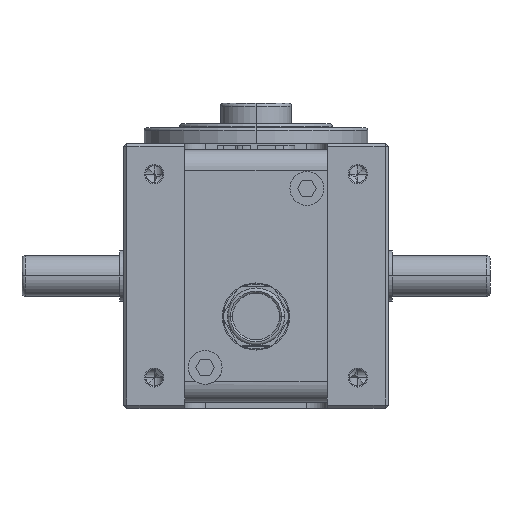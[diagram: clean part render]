
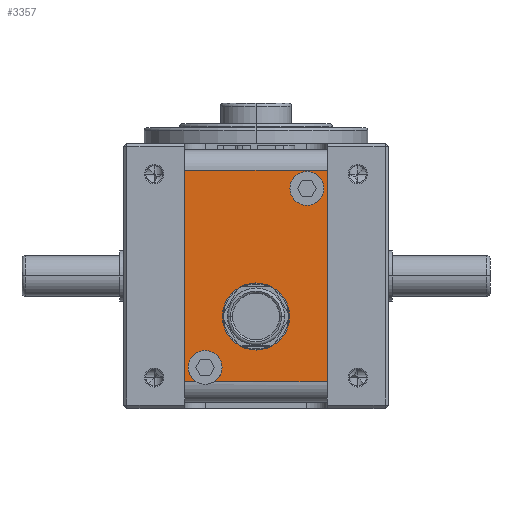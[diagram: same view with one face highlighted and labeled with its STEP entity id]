
A CAD part, top view. The second image highlights one B-rep face of the part: STEP entity #3357.
In plain terms, the highlighted planar face has unit normal (0, 0, 1).
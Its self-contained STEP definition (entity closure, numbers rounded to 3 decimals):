
#247 = DIRECTION ( 'NONE',  ( 1., 0., 0. ) ) ;
#267 = LINE ( 'NONE', #3503, #2671 ) ;
#292 = ORIENTED_EDGE ( 'NONE', *, *, #16116, .T. ) ;
#781 = AXIS2_PLACEMENT_3D ( 'NONE', #11867, #7434, #19550 ) ;
#842 = CARTESIAN_POINT ( 'NONE',  ( -100., 130., -3. ) ) ;
#890 = VECTOR ( 'NONE', #10222, 1000. ) ;
#1032 = CARTESIAN_POINT ( 'NONE',  ( -30., 13., -3. ) ) ;
#1322 = CARTESIAN_POINT ( 'NONE',  ( -40., 108., -3. ) ) ;
#1785 = DIRECTION ( 'NONE',  ( 0., 0., -1. ) ) ;
#1802 = EDGE_CURVE ( 'NONE', #5226, #19524, #1951, .T. ) ;
#1859 = CARTESIAN_POINT ( 'NONE',  ( -40., 108., -3. ) ) ;
#1911 = LINE ( 'NONE', #842, #11751 ) ;
#1951 = CIRCLE ( 'NONE', #15869, 8.331 ) ;
#2021 = EDGE_LOOP ( 'NONE', ( #8536, #11380, #292, #10128, #12416, #12946, #16010, #4842 ) ) ;
#2432 = VERTEX_POINT ( 'NONE', #9270 ) ;
#2572 = EDGE_CURVE ( 'NONE', #9471, #18185, #10583, .T. ) ;
#2671 = VECTOR ( 'NONE', #3380, 1000. ) ;
#2704 = CARTESIAN_POINT ( 'NONE',  ( -85.483, 13., -3. ) ) ;
#3080 = CARTESIAN_POINT ( 'NONE',  ( -90., 20., -3. ) ) ;
#3357 = ADVANCED_FACE ( 'NONE', ( #13971, #18819, #18563 ), #10765, .T. ) ;
#3380 = DIRECTION ( 'NONE',  ( 1., 0., 0. ) ) ;
#3413 = DIRECTION ( 'NONE',  ( 0., 0., -1. ) ) ;
#3503 = CARTESIAN_POINT ( 'NONE',  ( -30., 13., -3. ) ) ;
#3601 = DIRECTION ( 'NONE',  ( 0., 0., -1. ) ) ;
#3611 = CIRCLE ( 'NONE', #10837, 8.331 ) ;
#4022 = AXIS2_PLACEMENT_3D ( 'NONE', #13894, #18661, #247 ) ;
#4030 = CARTESIAN_POINT ( 'NONE',  ( -81.669, 20., -3. ) ) ;
#4184 = DIRECTION ( 'NONE',  ( 0., 1., 0. ) ) ;
#4253 = EDGE_CURVE ( 'NONE', #13010, #15222, #4813, .T. ) ;
#4468 = CARTESIAN_POINT ( 'NONE',  ( -30., 13., -3. ) ) ;
#4549 = EDGE_CURVE ( 'NONE', #12729, #14699, #1911, .T. ) ;
#4813 = LINE ( 'NONE', #14994, #14441 ) ;
#4842 = ORIENTED_EDGE ( 'NONE', *, *, #4549, .T. ) ;
#4887 = DIRECTION ( 'NONE',  ( 0., -1., 0. ) ) ;
#4920 = DIRECTION ( 'NONE',  ( 0., 0., -1. ) ) ;
#5226 = VERTEX_POINT ( 'NONE', #4030 ) ;
#5236 = CIRCLE ( 'NONE', #19837, 8.331 ) ;
#5568 = LINE ( 'NONE', #1032, #10584 ) ;
#5583 = ORIENTED_EDGE ( 'NONE', *, *, #7547, .T. ) ;
#5654 = DIRECTION ( 'NONE',  ( 1., 0., 0. ) ) ;
#6046 = CARTESIAN_POINT ( 'NONE',  ( -48.5, 45., -3. ) ) ;
#6359 = ORIENTED_EDGE ( 'NONE', *, *, #7774, .T. ) ;
#6577 = EDGE_CURVE ( 'NONE', #18185, #9471, #16531, .T. ) ;
#7222 = CARTESIAN_POINT ( 'NONE',  ( -30., 117., -3. ) ) ;
#7432 = EDGE_LOOP ( 'NONE', ( #6359, #5583 ) ) ;
#7434 = DIRECTION ( 'NONE',  ( 0., 0., -1. ) ) ;
#7547 = EDGE_CURVE ( 'NONE', #17239, #10503, #14153, .T. ) ;
#7774 = EDGE_CURVE ( 'NONE', #10503, #17239, #5236, .T. ) ;
#8536 = ORIENTED_EDGE ( 'NONE', *, *, #14302, .T. ) ;
#9267 = EDGE_CURVE ( 'NONE', #15222, #12729, #14816, .T. ) ;
#9270 = CARTESIAN_POINT ( 'NONE',  ( -98.331, 20., -3. ) ) ;
#9398 = DIRECTION ( 'NONE',  ( 0., -1., 0. ) ) ;
#9464 = CARTESIAN_POINT ( 'NONE',  ( -81.5, 45., -3. ) ) ;
#9471 = VERTEX_POINT ( 'NONE', #9464 ) ;
#10128 = ORIENTED_EDGE ( 'NONE', *, *, #1802, .T. ) ;
#10222 = DIRECTION ( 'NONE',  ( -1., 0., 0. ) ) ;
#10503 = VERTEX_POINT ( 'NONE', #15248 ) ;
#10583 = CIRCLE ( 'NONE', #12913, 16.5 ) ;
#10584 = VECTOR ( 'NONE', #5654, 1000. ) ;
#10765 = PLANE ( 'NONE',  #4022 ) ;
#10837 = AXIS2_PLACEMENT_3D ( 'NONE', #12706, #4920, #9398 ) ;
#10901 = CARTESIAN_POINT ( 'NONE',  ( -90., 20., -3. ) ) ;
#10973 = DIRECTION ( 'NONE',  ( 0., -1., 0. ) ) ;
#11380 = ORIENTED_EDGE ( 'NONE', *, *, #15517, .T. ) ;
#11436 = DIRECTION ( 'NONE',  ( 0., -1., 0. ) ) ;
#11649 = DIRECTION ( 'NONE',  ( 0., 0., -1. ) ) ;
#11751 = VECTOR ( 'NONE', #13204, 1000. ) ;
#11867 = CARTESIAN_POINT ( 'NONE',  ( -65., 45., -3. ) ) ;
#12037 = CIRCLE ( 'NONE', #18486, 8.331 ) ;
#12416 = ORIENTED_EDGE ( 'NONE', *, *, #14573, .T. ) ;
#12706 = CARTESIAN_POINT ( 'NONE',  ( -90., 20., -3. ) ) ;
#12729 = VERTEX_POINT ( 'NONE', #17345 ) ;
#12913 = AXIS2_PLACEMENT_3D ( 'NONE', #17387, #3601, #11436 ) ;
#12946 = ORIENTED_EDGE ( 'NONE', *, *, #4253, .T. ) ;
#12984 = CARTESIAN_POINT ( 'NONE',  ( -94.517, 13., -3. ) ) ;
#13010 = VERTEX_POINT ( 'NONE', #4468 ) ;
#13014 = AXIS2_PLACEMENT_3D ( 'NONE', #1322, #11649, #18295 ) ;
#13204 = DIRECTION ( 'NONE',  ( 0., -1., 0. ) ) ;
#13336 = ORIENTED_EDGE ( 'NONE', *, *, #2572, .T. ) ;
#13770 = DIRECTION ( 'NONE',  ( 0., -1., 0. ) ) ;
#13894 = CARTESIAN_POINT ( 'NONE',  ( -100., 0., -3. ) ) ;
#13971 = FACE_BOUND ( 'NONE', #7432, .T. ) ;
#14153 = CIRCLE ( 'NONE', #13014, 8.331 ) ;
#14302 = EDGE_CURVE ( 'NONE', #14699, #16195, #5568, .T. ) ;
#14441 = VECTOR ( 'NONE', #4184, 1000. ) ;
#14573 = EDGE_CURVE ( 'NONE', #19524, #13010, #267, .T. ) ;
#14699 = VERTEX_POINT ( 'NONE', #17221 ) ;
#14816 = LINE ( 'NONE', #14995, #890 ) ;
#14994 = CARTESIAN_POINT ( 'NONE',  ( -30., 130., -3. ) ) ;
#14995 = CARTESIAN_POINT ( 'NONE',  ( -100., 117., -3. ) ) ;
#15222 = VERTEX_POINT ( 'NONE', #7222 ) ;
#15248 = CARTESIAN_POINT ( 'NONE',  ( -31.669, 108., -3. ) ) ;
#15517 = EDGE_CURVE ( 'NONE', #16195, #2432, #12037, .T. ) ;
#15659 = EDGE_LOOP ( 'NONE', ( #19491, #13336 ) ) ;
#15869 = AXIS2_PLACEMENT_3D ( 'NONE', #3080, #19961, #13770 ) ;
#16010 = ORIENTED_EDGE ( 'NONE', *, *, #9267, .T. ) ;
#16116 = EDGE_CURVE ( 'NONE', #2432, #5226, #3611, .T. ) ;
#16195 = VERTEX_POINT ( 'NONE', #12984 ) ;
#16531 = CIRCLE ( 'NONE', #781, 16.5 ) ;
#17221 = CARTESIAN_POINT ( 'NONE',  ( -100., 13., -3. ) ) ;
#17239 = VERTEX_POINT ( 'NONE', #18663 ) ;
#17345 = CARTESIAN_POINT ( 'NONE',  ( -100., 117., -3. ) ) ;
#17387 = CARTESIAN_POINT ( 'NONE',  ( -65., 45., -3. ) ) ;
#18185 = VERTEX_POINT ( 'NONE', #6046 ) ;
#18295 = DIRECTION ( 'NONE',  ( 0., -1., 0. ) ) ;
#18486 = AXIS2_PLACEMENT_3D ( 'NONE', #10901, #1785, #10973 ) ;
#18563 = FACE_OUTER_BOUND ( 'NONE', #2021, .T. ) ;
#18661 = DIRECTION ( 'NONE',  ( 0., 0., 1. ) ) ;
#18663 = CARTESIAN_POINT ( 'NONE',  ( -48.331, 108., -3. ) ) ;
#18819 = FACE_BOUND ( 'NONE', #15659, .T. ) ;
#19491 = ORIENTED_EDGE ( 'NONE', *, *, #6577, .T. ) ;
#19524 = VERTEX_POINT ( 'NONE', #2704 ) ;
#19550 = DIRECTION ( 'NONE',  ( 0., -1., 0. ) ) ;
#19837 = AXIS2_PLACEMENT_3D ( 'NONE', #1859, #3413, #4887 ) ;
#19961 = DIRECTION ( 'NONE',  ( 0., 0., -1. ) ) ;
